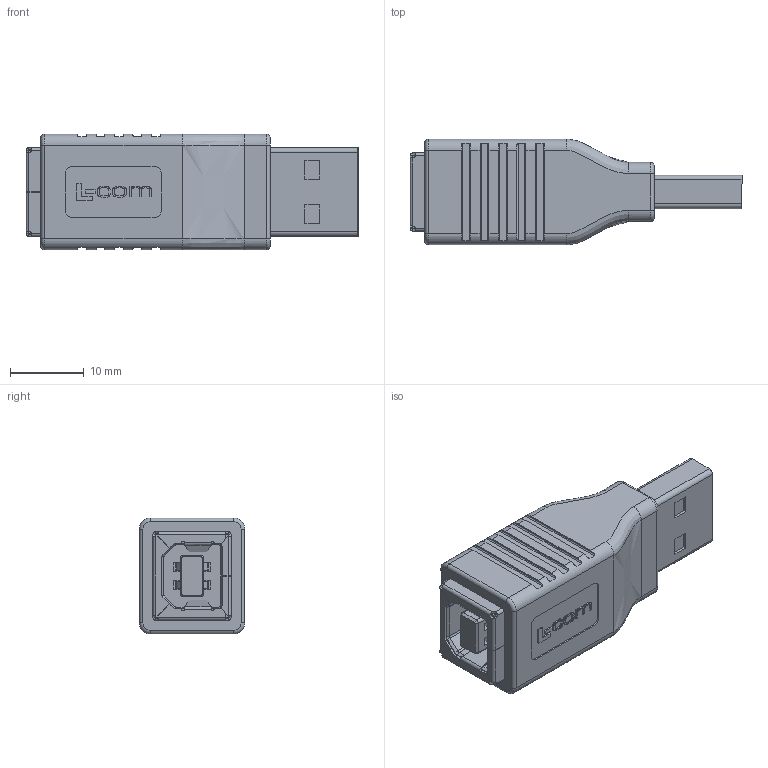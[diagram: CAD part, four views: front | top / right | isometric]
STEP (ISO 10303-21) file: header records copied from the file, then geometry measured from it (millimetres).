
FILE_DESCRIPTION (( 'STEP AP214' ), '1' );
FILE_NAME ('U2C00040.STEP', '2019-01-18T19:38:24', ( '' ), ( '' ), 'SwSTEP 2.0', 'SolidWorks 2017', '' );
FILE_SCHEMA (( 'AUTOMOTIVE_DESIGN' ));
Length unit declared in the file: millimetre
Products named in the file (9): MTN-1085; 1AA05-089-MA4; 1AA05-089-MA3; MTN-1084; 1AA05-089-MA2; 1AA05-089-MA1; U2C00040; 1AA05-089; 1AA05-012
Assembly tree (11 placements, depth 3):
  U2C00040
    1AA05-012
    1AA05-089
      1AA05-089-MA2
      1AA05-089-MA3
      1AA05-089-MA1
      1AA05-089-MA4  x4
    MTN-1085
    MTN-1084
Bounding box: 45 x 14.3 x 15.7 mm (x, y, z)
Volume: 8456.6 mm3; surface area: 8085 mm2
Topology: 15 solids, 15 shells, 1166 faces, 3169 edges, 2050 vertices
Faces by surface type: plane 786, cylinder 320, bspline 38, cone 10, torus 8, sphere 4
Entity records: 30684 total; most frequent: CARTESIAN_POINT 6366, ORIENTED_EDGE 5082, DIRECTION 4665, EDGE_CURVE 2541, VECTOR 1973, LINE 1973, VERTEX_POINT 1639, AXIS2_PLACEMENT_3D 1346
